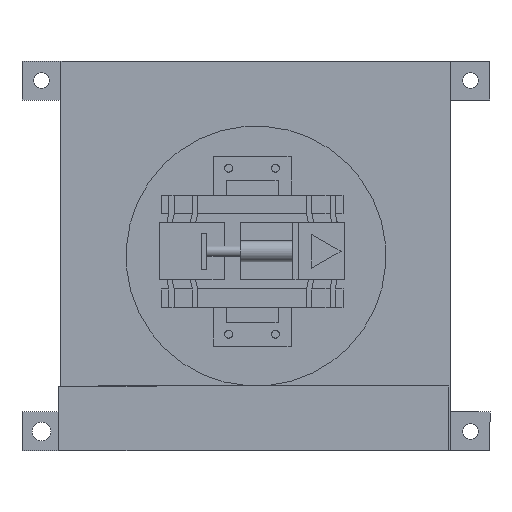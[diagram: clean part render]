
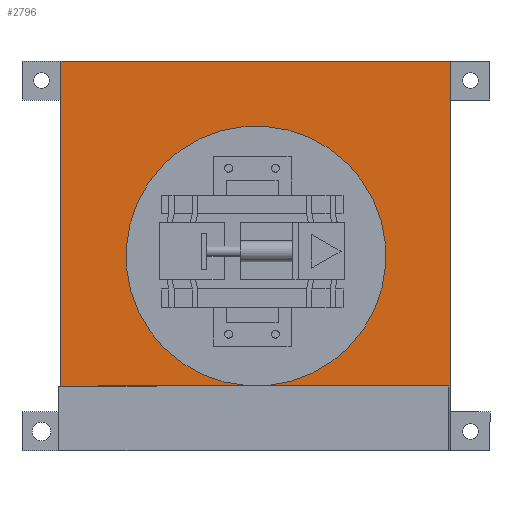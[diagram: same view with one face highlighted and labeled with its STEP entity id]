
A CAD part, front view. The second image highlights one B-rep face of the part: STEP entity #2796.
In plain terms, the highlighted planar face has unit normal (0, -1, 0).
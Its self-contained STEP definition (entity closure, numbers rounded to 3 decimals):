
#6 = CARTESIAN_POINT ( 'NONE',  ( 125., -20., 41.896 ) ) ;
#138 = EDGE_CURVE ( 'NONE', #3060, #6724, #3113, .T. ) ;
#215 = CIRCLE ( 'NONE', #6394, 20. ) ;
#441 = DIRECTION ( 'NONE',  ( 0., -1., 0. ) ) ;
#623 = LINE ( 'NONE', #1115, #6340 ) ;
#799 = VERTEX_POINT ( 'NONE', #6632 ) ;
#813 = EDGE_CURVE ( 'NONE', #6611, #799, #5861, .T. ) ;
#880 = DIRECTION ( 'NONE',  ( 0., 0., 1. ) ) ;
#1044 = ORIENTED_EDGE ( 'NONE', *, *, #813, .F. ) ;
#1115 = CARTESIAN_POINT ( 'NONE',  ( 0., -20., -13.104 ) ) ;
#1204 = PLANE ( 'NONE',  #6192 ) ;
#1542 = CARTESIAN_POINT ( 'NONE',  ( 125., -20., 61.896 ) ) ;
#1837 = CARTESIAN_POINT ( 'NONE',  ( 200., -20., -13.104 ) ) ;
#2131 = DIRECTION ( 'NONE',  ( 0., 0., -1. ) ) ;
#2744 = EDGE_CURVE ( 'NONE', #3060, #6063, #5842, .T. ) ;
#2749 = AXIS2_PLACEMENT_3D ( 'NONE', #1542, #5513, #2131 ) ;
#2796 = ADVANCED_FACE ( 'NONE', ( #7197, #4006 ), #1204, .F. ) ;
#2950 = EDGE_LOOP ( 'NONE', ( #4661, #4754, #4051, #4077 ) ) ;
#3033 = EDGE_LOOP ( 'NONE', ( #1044, #5633 ) ) ;
#3060 = VERTEX_POINT ( 'NONE', #5667 ) ;
#3113 = LINE ( 'NONE', #3789, #5960 ) ;
#3145 = CARTESIAN_POINT ( 'NONE',  ( 0., -20., 0. ) ) ;
#3375 = CARTESIAN_POINT ( 'NONE',  ( 200., -20., 136.896 ) ) ;
#3480 = LINE ( 'NONE', #4519, #4804 ) ;
#3499 = CARTESIAN_POINT ( 'NONE',  ( 50., -20., -13.104 ) ) ;
#3789 = CARTESIAN_POINT ( 'NONE',  ( 50., -20., 0. ) ) ;
#3896 = CARTESIAN_POINT ( 'NONE',  ( 125., -20., 61.896 ) ) ;
#3932 = EDGE_CURVE ( 'NONE', #799, #6611, #215, .T. ) ;
#3986 = DIRECTION ( 'NONE',  ( 0., 0., -1. ) ) ;
#4006 = FACE_OUTER_BOUND ( 'NONE', #2950, .T. ) ;
#4015 = DIRECTION ( 'NONE',  ( 1., 0., 0. ) ) ;
#4051 = ORIENTED_EDGE ( 'NONE', *, *, #5338, .T. ) ;
#4077 = ORIENTED_EDGE ( 'NONE', *, *, #7069, .F. ) ;
#4447 = DIRECTION ( 'NONE',  ( 0., 0., -1. ) ) ;
#4519 = CARTESIAN_POINT ( 'NONE',  ( 200., -20., 0. ) ) ;
#4661 = ORIENTED_EDGE ( 'NONE', *, *, #2744, .F. ) ;
#4754 = ORIENTED_EDGE ( 'NONE', *, *, #138, .T. ) ;
#4804 = VECTOR ( 'NONE', #3986, 1000. ) ;
#5338 = EDGE_CURVE ( 'NONE', #6724, #6293, #623, .T. ) ;
#5513 = DIRECTION ( 'NONE',  ( 0., -1., 0. ) ) ;
#5633 = ORIENTED_EDGE ( 'NONE', *, *, #3932, .F. ) ;
#5667 = CARTESIAN_POINT ( 'NONE',  ( 50., -20., 136.896 ) ) ;
#5842 = LINE ( 'NONE', #6879, #7396 ) ;
#5861 = CIRCLE ( 'NONE', #2749, 20. ) ;
#5960 = VECTOR ( 'NONE', #6607, 1000. ) ;
#6063 = VERTEX_POINT ( 'NONE', #3375 ) ;
#6192 = AXIS2_PLACEMENT_3D ( 'NONE', #3145, #7141, #880 ) ;
#6240 = DIRECTION ( 'NONE',  ( 1., 0., 0. ) ) ;
#6293 = VERTEX_POINT ( 'NONE', #1837 ) ;
#6340 = VECTOR ( 'NONE', #6240, 1000. ) ;
#6394 = AXIS2_PLACEMENT_3D ( 'NONE', #3896, #441, #4447 ) ;
#6607 = DIRECTION ( 'NONE',  ( 0., 0., -1. ) ) ;
#6611 = VERTEX_POINT ( 'NONE', #6 ) ;
#6632 = CARTESIAN_POINT ( 'NONE',  ( 125., -20., 81.896 ) ) ;
#6724 = VERTEX_POINT ( 'NONE', #3499 ) ;
#6879 = CARTESIAN_POINT ( 'NONE',  ( 0., -20., 136.896 ) ) ;
#7069 = EDGE_CURVE ( 'NONE', #6063, #6293, #3480, .T. ) ;
#7141 = DIRECTION ( 'NONE',  ( 0., 1., 0. ) ) ;
#7197 = FACE_BOUND ( 'NONE', #3033, .T. ) ;
#7396 = VECTOR ( 'NONE', #4015, 1000. ) ;
